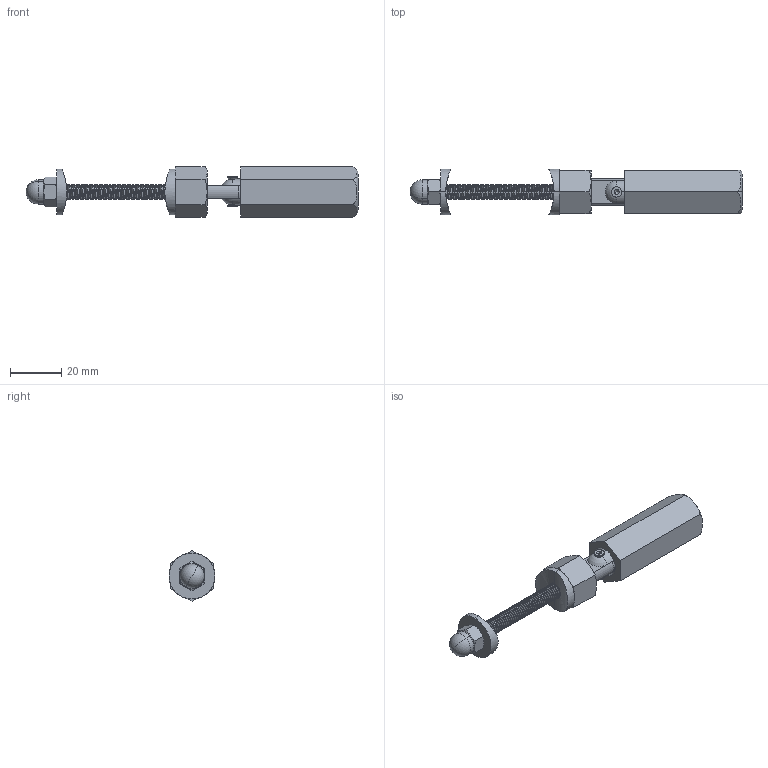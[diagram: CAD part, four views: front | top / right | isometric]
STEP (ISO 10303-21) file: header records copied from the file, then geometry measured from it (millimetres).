
FILE_DESCRIPTION (( 'STEP AP203' ), '1' );
FILE_NAME ('A5_L7-6.STEP', '2019-03-18T08:34:24', ( '' ), ( '' ), 'SwSTEP 2.0', 'SolidWorks 2018', '' );
FILE_SCHEMA (( 'CONFIG_CONTROL_DESIGN' ));
Length unit declared in the file: millimetre
Products named in the file (10): A5_L7-6.P3; skrutka DIN 914_M5x4_A2-70; nit DIN 661_3x12_A2_ROZKLEPANY_9,6; A5_L7-6; skrutka DIN 913_M6x60_A2-70_RENDER; matica DIN 1587_M6_A2; A5_L7-6.P4; A5_L7-6.P1; A5_L7-6.P5; A5_L7-6.P2
Assembly tree (12 placements, depth 2):
  A5_L7-6
    A5_L7-6.P1
    A5_L7-6.P2
    A5_L7-6.P3
    A5_L7-6.P4
    skrutka DIN 913_M6x60_A2-70_RENDER
    A5_L7-6.P5  x2
    skrutka DIN 914_M5x4_A2-70  x3
    matica DIN 1587_M6_A2
    nit DIN 661_3x12_A2_ROZKLEPANY_9,6
Bounding box: 130 x 18 x 19.63 mm (x, y, z)
Volume: 17658.4 mm3; surface area: 12701.4 mm2
Topology: 12 solids, 12 shells, 385 faces, 930 edges, 556 vertices
Faces by surface type: cylinder 175, cone 105, plane 93, torus 6, sphere 4, bspline 2
Entity records: 15735 total; most frequent: CARTESIAN_POINT 7788, ORIENTED_EDGE 1572, DIRECTION 1293, EDGE_CURVE 786, AXIS2_PLACEMENT_3D 500, VERTEX_POINT 488, EDGE_LOOP 342, FACE_OUTER_BOUND 320
